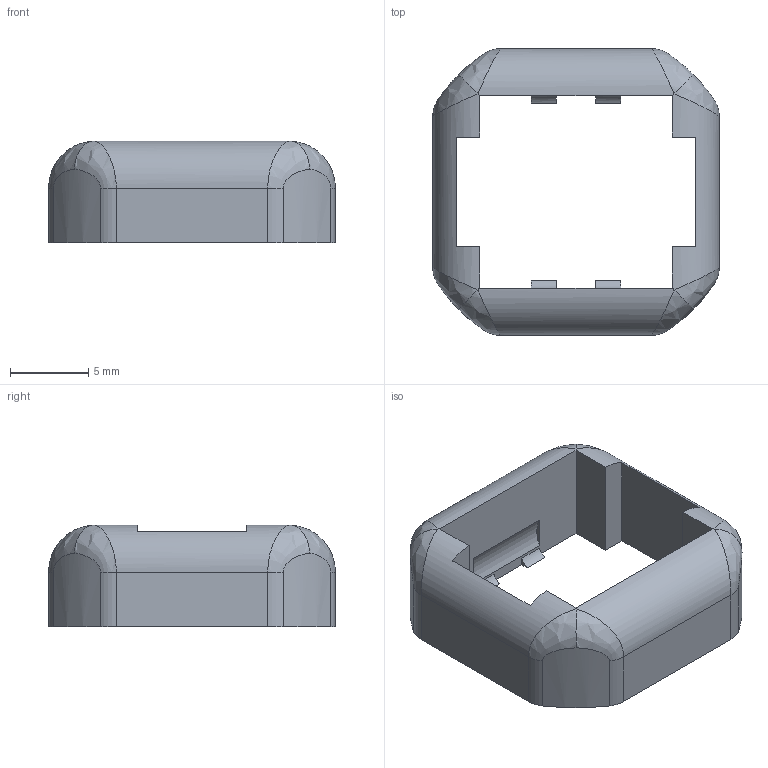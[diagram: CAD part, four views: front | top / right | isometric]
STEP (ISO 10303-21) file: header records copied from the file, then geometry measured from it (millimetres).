
FILE_DESCRIPTION(('HOOPS Exchange Step'),'2;1');
FILE_NAME('Cover - Medium.stp','2024-11-20T04:17:11-15:00',('hayashi'),('Unknown organisation'),'HOOPS Exchange 2023.2','HOOPS Exchange','Unknown authorisation');
FILE_SCHEMA( ('AP203_CONFIGURATION_CONTROLLED_3D_DESIGN_OF_MECHANICAL_PARTS_AND_ASSEMBLIES_MIM_LF') );
Length unit declared in the file: millimetre
Products named in the file (1): Solid 527
Bounding box: 18.3 x 18.3 x 6.5 mm (x, y, z)
Volume: 798.8 mm3; surface area: 975.6 mm2
Topology: 1 solids, 1 shells, 59 faces, 152 edges, 96 vertices
Faces by surface type: plane 29, cylinder 16, bspline 14
Entity records: 4317 total; most frequent: CARTESIAN_POINT 2944, ORIENTED_EDGE 304, DIRECTION 240, EDGE_CURVE 152, VERTEX_POINT 96, VECTOR 92, LINE 92, AXIS2_PLACEMENT_3D 74
